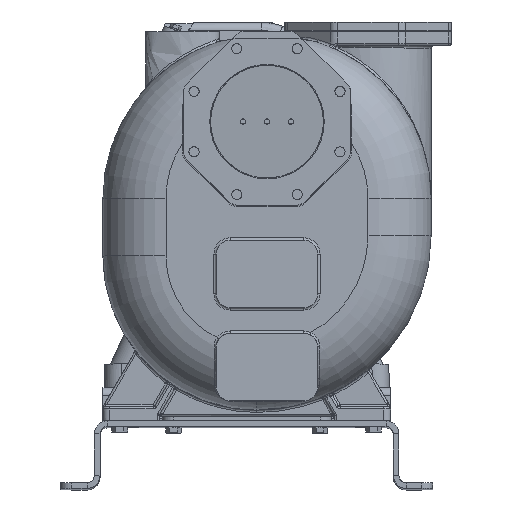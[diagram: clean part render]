
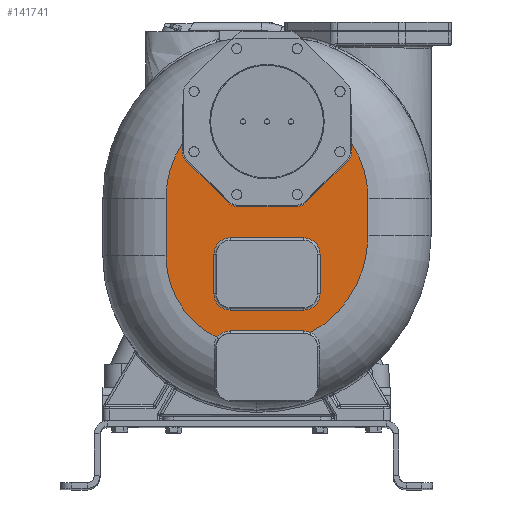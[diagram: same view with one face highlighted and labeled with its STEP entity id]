
A CAD part, top view. The second image highlights one B-rep face of the part: STEP entity #141741.
In plain terms, the highlighted planar face has unit normal (0, 0, 1).
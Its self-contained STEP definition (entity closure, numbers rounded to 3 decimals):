
#44068=CARTESIAN_POINT('',(36.,394.,248.));
#44069=DIRECTION('',(0.,0.,1.));
#44070=DIRECTION('',(1.,0.,0.));
#44071=AXIS2_PLACEMENT_3D('',#44068,#44069,#44070);
#44073=DIRECTION('',(0.,1.,0.));
#44074=VECTOR('',#44073,66.);
#44075=CARTESIAN_POINT('',(215.,328.,248.));
#44076=LINE('',#44075,#44074);
#44077=CARTESIAN_POINT('',(18.,328.,248.));
#44078=DIRECTION('',(0.,0.,1.));
#44079=DIRECTION('',(0.487,-0.873,0.));
#44080=AXIS2_PLACEMENT_3D('',#44077,#44078,#44079);
#44082=CARTESIAN_POINT('',(101.,130.,248.));
#44083=DIRECTION('',(0.,0.,1.));
#44084=DIRECTION('',(0.447,0.895,0.));
#44085=AXIS2_PLACEMENT_3D('',#44082,#44083,#44084);
#44087=DIRECTION('',(-1.,0.,0.));
#44088=VECTOR('',#44087,130.);
#44089=CARTESIAN_POINT('',(101.,159.,248.));
#44090=LINE('',#44089,#44088);
#44091=CARTESIAN_POINT('',(-29.,130.,248.));
#44092=DIRECTION('',(0.,0.,1.));
#44093=DIRECTION('',(0.,1.,0.));
#44094=AXIS2_PLACEMENT_3D('',#44091,#44092,#44093);
#44096=CARTESIAN_POINT('',(18.,292.,248.));
#44097=DIRECTION('',(0.,0.,1.));
#44098=DIRECTION('',(-1.,0.,0.));
#44099=AXIS2_PLACEMENT_3D('',#44096,#44097,#44098);
#44101=DIRECTION('',(0.,-1.,0.));
#44102=VECTOR('',#44101,102.);
#44103=CARTESIAN_POINT('',(-143.,394.,248.));
#44104=LINE('',#44103,#44102);
#44105=CARTESIAN_POINT('',(36.,394.,248.));
#44106=DIRECTION('',(0.,0.,1.));
#44107=DIRECTION('',(-0.838,0.546,0.));
#44108=AXIS2_PLACEMENT_3D('',#44105,#44106,#44107);
#44110=DIRECTION('',(0.,-1.,0.));
#44111=VECTOR('',#44110,15.526);
#44112=CARTESIAN_POINT('',(-114.,491.678,248.));
#44113=LINE('',#44112,#44111);
#44114=CARTESIAN_POINT('',(-94.,476.152,248.));
#44115=DIRECTION('',(0.,0.,1.));
#44116=DIRECTION('',(-1.,0.,0.));
#44117=AXIS2_PLACEMENT_3D('',#44114,#44115,#44116);
#44119=DIRECTION('',(0.707,-0.707,0.));
#44120=VECTOR('',#44119,107.696);
#44121=CARTESIAN_POINT('',(-108.142,462.01,248.));
#44122=LINE('',#44121,#44120);
#44123=CARTESIAN_POINT('',(-17.848,400.,248.));
#44124=DIRECTION('',(0.,0.,1.));
#44125=DIRECTION('',(-0.707,-0.707,0.));
#44126=AXIS2_PLACEMENT_3D('',#44123,#44124,#44125);
#44128=DIRECTION('',(1.,0.,0.));
#44129=VECTOR('',#44128,107.696);
#44130=CARTESIAN_POINT('',(-17.848,380.,248.));
#44131=LINE('',#44130,#44129);
#44132=CARTESIAN_POINT('',(89.848,400.,248.));
#44133=DIRECTION('',(0.,0.,1.));
#44134=DIRECTION('',(0.,-1.,0.));
#44135=AXIS2_PLACEMENT_3D('',#44132,#44133,#44134);
#44137=DIRECTION('',(0.707,0.707,0.));
#44138=VECTOR('',#44137,107.696);
#44139=CARTESIAN_POINT('',(103.99,385.858,248.));
#44140=LINE('',#44139,#44138);
#44141=CARTESIAN_POINT('',(166.,476.152,248.));
#44142=DIRECTION('',(0.,0.,1.));
#44143=DIRECTION('',(0.707,-0.707,0.));
#44144=AXIS2_PLACEMENT_3D('',#44141,#44142,#44143);
#44146=DIRECTION('',(0.,1.,0.));
#44147=VECTOR('',#44146,15.526);
#44148=CARTESIAN_POINT('',(186.,476.152,248.));
#44149=LINE('',#44148,#44147);
#44150=CARTESIAN_POINT('',(-29.,225.,248.));
#44151=DIRECTION('',(0.,0.,1.));
#44152=DIRECTION('',(-1.,0.,0.));
#44153=AXIS2_PLACEMENT_3D('',#44150,#44151,#44152);
#44155=DIRECTION('',(1.,0.,0.));
#44156=VECTOR('',#44155,130.);
#44157=CARTESIAN_POINT('',(-29.,196.,248.));
#44158=LINE('',#44157,#44156);
#44159=CARTESIAN_POINT('',(101.,225.,248.));
#44160=DIRECTION('',(0.,0.,1.));
#44161=DIRECTION('',(0.,-1.,0.));
#44162=AXIS2_PLACEMENT_3D('',#44159,#44160,#44161);
#44164=DIRECTION('',(0.,1.,0.));
#44165=VECTOR('',#44164,70.);
#44166=CARTESIAN_POINT('',(130.,225.,248.));
#44167=LINE('',#44166,#44165);
#44168=CARTESIAN_POINT('',(101.,295.,248.));
#44169=DIRECTION('',(0.,0.,1.));
#44170=DIRECTION('',(1.,0.,0.));
#44171=AXIS2_PLACEMENT_3D('',#44168,#44169,#44170);
#44173=DIRECTION('',(-1.,0.,0.));
#44174=VECTOR('',#44173,130.);
#44175=CARTESIAN_POINT('',(101.,324.,248.));
#44176=LINE('',#44175,#44174);
#44177=CARTESIAN_POINT('',(-29.,295.,248.));
#44178=DIRECTION('',(0.,0.,1.));
#44179=DIRECTION('',(0.,1.,0.));
#44180=AXIS2_PLACEMENT_3D('',#44177,#44178,#44179);
#44182=DIRECTION('',(0.,-1.,0.));
#44183=VECTOR('',#44182,70.);
#44184=CARTESIAN_POINT('',(-58.,295.,248.));
#44185=LINE('',#44184,#44183);
#82378=CARTESIAN_POINT('',(215.,328.,248.));
#82379=CARTESIAN_POINT('',(215.,394.,248.));
#82380=VERTEX_POINT('',#82378);
#82381=VERTEX_POINT('',#82379);
#82386=CARTESIAN_POINT('',(-143.,394.,248.));
#82387=CARTESIAN_POINT('',(-143.,292.,248.));
#82388=VERTEX_POINT('',#82386);
#82389=VERTEX_POINT('',#82387);
#82390=CARTESIAN_POINT('',(-58.,225.,248.));
#82391=CARTESIAN_POINT('',(-29.,196.,248.));
#82392=VERTEX_POINT('',#82390);
#82393=VERTEX_POINT('',#82391);
#82398=CARTESIAN_POINT('',(101.,196.,248.));
#82399=VERTEX_POINT('',#82398);
#82402=CARTESIAN_POINT('',(130.,225.,248.));
#82403=VERTEX_POINT('',#82402);
#82406=CARTESIAN_POINT('',(130.,295.,248.));
#82407=VERTEX_POINT('',#82406);
#82410=CARTESIAN_POINT('',(101.,324.,248.));
#82411=VERTEX_POINT('',#82410);
#82414=CARTESIAN_POINT('',(-29.,324.,248.));
#82415=VERTEX_POINT('',#82414);
#82418=CARTESIAN_POINT('',(-58.,295.,248.));
#82419=VERTEX_POINT('',#82418);
#82637=CARTESIAN_POINT('',(-52.358,147.187,248.));
#82638=VERTEX_POINT('',#82637);
#82662=CARTESIAN_POINT('',(113.952,155.947,248.));
#82663=CARTESIAN_POINT('',(101.,159.,248.));
#82664=VERTEX_POINT('',#82662);
#82665=VERTEX_POINT('',#82663);
#82674=CARTESIAN_POINT('',(-29.,159.,248.));
#82675=VERTEX_POINT('',#82674);
#82680=CARTESIAN_POINT('',(186.,491.678,248.));
#82681=VERTEX_POINT('',#82680);
#82682=CARTESIAN_POINT('',(-114.,491.678,248.));
#82683=VERTEX_POINT('',#82682);
#82691=CARTESIAN_POINT('',(186.,476.152,248.));
#82692=VERTEX_POINT('',#82691);
#82695=CARTESIAN_POINT('',(180.142,462.01,248.));
#82696=VERTEX_POINT('',#82695);
#82699=CARTESIAN_POINT('',(103.99,385.858,248.));
#82700=VERTEX_POINT('',#82699);
#82703=CARTESIAN_POINT('',(89.848,380.,248.));
#82704=VERTEX_POINT('',#82703);
#82707=CARTESIAN_POINT('',(-17.848,380.,248.));
#82708=VERTEX_POINT('',#82707);
#82711=CARTESIAN_POINT('',(-31.99,385.858,248.));
#82712=VERTEX_POINT('',#82711);
#82715=CARTESIAN_POINT('',(-108.142,462.01,248.));
#82716=VERTEX_POINT('',#82715);
#82719=CARTESIAN_POINT('',(-114.,476.152,248.));
#82720=VERTEX_POINT('',#82719);
#141681=CARTESIAN_POINT('',(0.,310.,248.));
#141682=DIRECTION('',(0.,0.,1.));
#141683=DIRECTION('',(-1.,0.,0.));
#141684=AXIS2_PLACEMENT_3D('',#141681,#141682,#141683);
#141685=PLANE('',#141684);
#141687=ORIENTED_EDGE('',*,*,#141686,.F.);
#141688=ORIENTED_EDGE('',*,*,#141671,.F.);
#141690=ORIENTED_EDGE('',*,*,#141689,.F.);
#141692=ORIENTED_EDGE('',*,*,#141691,.T.);
#141694=ORIENTED_EDGE('',*,*,#141693,.T.);
#141696=ORIENTED_EDGE('',*,*,#141695,.T.);
#141698=ORIENTED_EDGE('',*,*,#141697,.F.);
#141700=ORIENTED_EDGE('',*,*,#141699,.F.);
#141702=ORIENTED_EDGE('',*,*,#141701,.F.);
#141704=ORIENTED_EDGE('',*,*,#141703,.T.);
#141706=ORIENTED_EDGE('',*,*,#141705,.T.);
#141708=ORIENTED_EDGE('',*,*,#141707,.T.);
#141710=ORIENTED_EDGE('',*,*,#141709,.T.);
#141712=ORIENTED_EDGE('',*,*,#141711,.T.);
#141714=ORIENTED_EDGE('',*,*,#141713,.T.);
#141716=ORIENTED_EDGE('',*,*,#141715,.T.);
#141718=ORIENTED_EDGE('',*,*,#141717,.T.);
#141720=ORIENTED_EDGE('',*,*,#141719,.T.);
#141721=EDGE_LOOP('',(#141687,#141688,#141690,#141692,#141694,#141696,#141698,
#141700,#141702,#141704,#141706,#141708,#141710,#141712,#141714,#141716,#141718,
#141720));
#141722=FACE_OUTER_BOUND('',#141721,.F.);
#141724=ORIENTED_EDGE('',*,*,#141723,.T.);
#141726=ORIENTED_EDGE('',*,*,#141725,.T.);
#141728=ORIENTED_EDGE('',*,*,#141727,.T.);
#141730=ORIENTED_EDGE('',*,*,#141729,.T.);
#141732=ORIENTED_EDGE('',*,*,#141731,.T.);
#141734=ORIENTED_EDGE('',*,*,#141733,.T.);
#141736=ORIENTED_EDGE('',*,*,#141735,.T.);
#141738=ORIENTED_EDGE('',*,*,#141737,.T.);
#141739=EDGE_LOOP('',(#141724,#141726,#141728,#141730,#141732,#141734,#141736,
#141738));
#141740=FACE_BOUND('',#141739,.F.);
#141741=ADVANCED_FACE('',(#141722,#141740),#141685,.T.);
#44072=CIRCLE('',#44071,179.);
#44081=CIRCLE('',#44080,197.);
#44086=CIRCLE('',#44085,29.);
#44095=CIRCLE('',#44094,29.);
#44100=CIRCLE('',#44099,161.);
#44109=CIRCLE('',#44108,179.);
#44118=CIRCLE('',#44117,20.);
#44127=CIRCLE('',#44126,20.);
#44136=CIRCLE('',#44135,20.);
#44145=CIRCLE('',#44144,20.);
#44154=CIRCLE('',#44153,29.);
#44163=CIRCLE('',#44162,29.);
#44172=CIRCLE('',#44171,29.);
#44181=CIRCLE('',#44180,29.);
#141671=EDGE_CURVE('',#82380,#82381,#44076,.T.);
#141686=EDGE_CURVE('',#82381,#82681,#44072,.T.);
#141689=EDGE_CURVE('',#82664,#82380,#44081,.T.);
#141691=EDGE_CURVE('',#82664,#82665,#44086,.T.);
#141693=EDGE_CURVE('',#82665,#82675,#44090,.T.);
#141695=EDGE_CURVE('',#82675,#82638,#44095,.T.);
#141697=EDGE_CURVE('',#82389,#82638,#44100,.T.);
#141699=EDGE_CURVE('',#82388,#82389,#44104,.T.);
#141701=EDGE_CURVE('',#82683,#82388,#44109,.T.);
#141703=EDGE_CURVE('',#82683,#82720,#44113,.T.);
#141705=EDGE_CURVE('',#82720,#82716,#44118,.T.);
#141707=EDGE_CURVE('',#82716,#82712,#44122,.T.);
#141709=EDGE_CURVE('',#82712,#82708,#44127,.T.);
#141711=EDGE_CURVE('',#82708,#82704,#44131,.T.);
#141713=EDGE_CURVE('',#82704,#82700,#44136,.T.);
#141715=EDGE_CURVE('',#82700,#82696,#44140,.T.);
#141717=EDGE_CURVE('',#82696,#82692,#44145,.T.);
#141719=EDGE_CURVE('',#82692,#82681,#44149,.T.);
#141723=EDGE_CURVE('',#82392,#82393,#44154,.T.);
#141725=EDGE_CURVE('',#82393,#82399,#44158,.T.);
#141727=EDGE_CURVE('',#82399,#82403,#44163,.T.);
#141729=EDGE_CURVE('',#82403,#82407,#44167,.T.);
#141731=EDGE_CURVE('',#82407,#82411,#44172,.T.);
#141733=EDGE_CURVE('',#82411,#82415,#44176,.T.);
#141735=EDGE_CURVE('',#82415,#82419,#44181,.T.);
#141737=EDGE_CURVE('',#82419,#82392,#44185,.T.);
